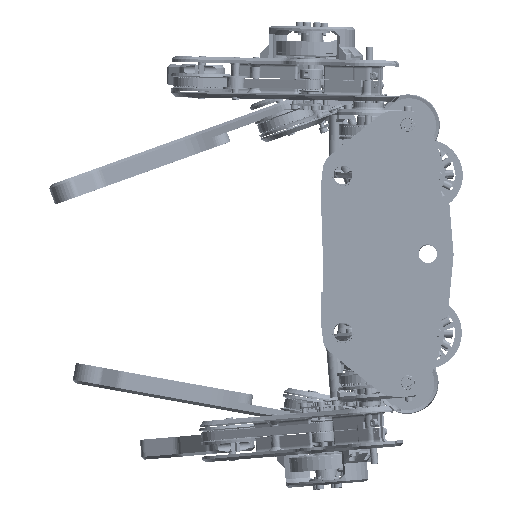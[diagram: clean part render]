
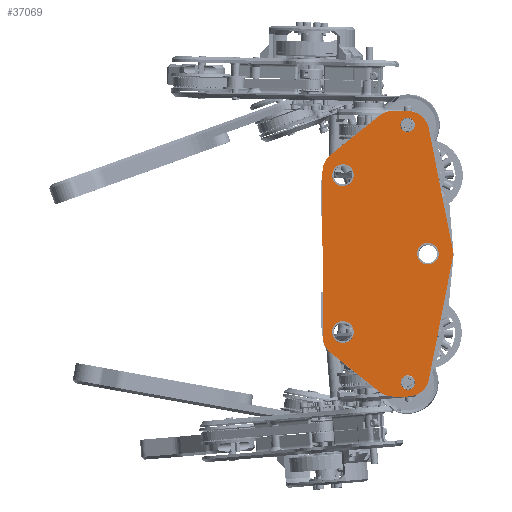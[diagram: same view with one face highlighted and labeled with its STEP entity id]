
A CAD part, top view. The second image highlights one B-rep face of the part: STEP entity #37069.
In plain terms, the highlighted planar face has unit normal (0, 0, 1).
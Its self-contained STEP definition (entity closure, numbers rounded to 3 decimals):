
#2359=PLANE('',#39508);
#3311=VECTOR('',#44224,1.);
#3317=VECTOR('',#44237,1.);
#3321=VECTOR('',#44248,1.);
#3324=VECTOR('',#44270,1.);
#3329=VECTOR('',#44282,1.);
#3333=VECTOR('',#44293,1.);
#3336=VECTOR('',#44309,1.);
#5825=LINE('',#55018,#3311);
#5831=LINE('',#55036,#3317);
#5835=LINE('',#55048,#3321);
#5838=LINE('',#55067,#3324);
#5843=LINE('',#55082,#3329);
#5847=LINE('',#55094,#3333);
#5850=LINE('',#55108,#3336);
#8368=VERTEX_POINT('',#55019);
#8369=VERTEX_POINT('',#55020);
#8372=VERTEX_POINT('',#55028);
#8373=VERTEX_POINT('',#55029);
#8376=VERTEX_POINT('',#55037);
#8378=VERTEX_POINT('',#55043);
#8380=VERTEX_POINT('',#55049);
#8382=VERTEX_POINT('',#55058);
#8384=VERTEX_POINT('',#55063);
#8386=VERTEX_POINT('',#55068);
#8387=VERTEX_POINT('',#55069);
#8390=VERTEX_POINT('',#55077);
#8392=VERTEX_POINT('',#55083);
#8394=VERTEX_POINT('',#55089);
#8397=VERTEX_POINT('',#55100);
#8398=VERTEX_POINT('',#55103);
#8400=VERTEX_POINT('',#55109);
#8402=VERTEX_POINT('',#55118);
#8404=VERTEX_POINT('',#55123);
#11995=CIRCLE('',#39467,15.);
#11997=CIRCLE('',#39471,15.);
#11999=CIRCLE('',#39475,15.);
#12001=CIRCLE('',#39478,5.);
#12003=CIRCLE('',#39481,7.5);
#12005=CIRCLE('',#39485,15.);
#12007=CIRCLE('',#39489,15.);
#12010=CIRCLE('',#39494,7.5);
#12011=CIRCLE('',#39496,17.5);
#12013=CIRCLE('',#39500,15.);
#12015=CIRCLE('',#39503,5.);
#12017=CIRCLE('',#39506,7.5);
#14239=EDGE_CURVE('',#8368,#8369,#5825,.T.);
#14243=EDGE_CURVE('',#8372,#8373,#11995,.T.);
#14247=EDGE_CURVE('',#8373,#8376,#5831,.T.);
#14250=EDGE_CURVE('',#8376,#8378,#11997,.T.);
#14253=EDGE_CURVE('',#8378,#8380,#5835,.T.);
#14256=EDGE_CURVE('',#8380,#8368,#11999,.T.);
#14258=EDGE_CURVE('',#8382,#8382,#12001,.T.);
#14260=EDGE_CURVE('',#8384,#8384,#12003,.T.);
#14262=EDGE_CURVE('',#8386,#8387,#5838,.T.);
#14266=EDGE_CURVE('',#8387,#8390,#12005,.T.);
#14269=EDGE_CURVE('',#8390,#8392,#5843,.T.);
#14272=EDGE_CURVE('',#8392,#8394,#12007,.T.);
#14275=EDGE_CURVE('',#8394,#8372,#5847,.T.);
#14278=EDGE_CURVE('',#8397,#8397,#12010,.T.);
#14279=EDGE_CURVE('',#8369,#8398,#12011,.T.);
#14282=EDGE_CURVE('',#8398,#8400,#5850,.T.);
#14285=EDGE_CURVE('',#8400,#8386,#12013,.T.);
#14287=EDGE_CURVE('',#8402,#8402,#12015,.T.);
#14289=EDGE_CURVE('',#8404,#8404,#12017,.T.);
#20067=ORIENTED_EDGE('',*,*,#14278,.F.);
#20068=ORIENTED_EDGE('',*,*,#14260,.F.);
#20069=ORIENTED_EDGE('',*,*,#14258,.F.);
#20070=ORIENTED_EDGE('',*,*,#14289,.F.);
#20071=ORIENTED_EDGE('',*,*,#14287,.F.);
#20072=ORIENTED_EDGE('',*,*,#14262,.F.);
#20073=ORIENTED_EDGE('',*,*,#14285,.F.);
#20074=ORIENTED_EDGE('',*,*,#14282,.F.);
#20075=ORIENTED_EDGE('',*,*,#14279,.F.);
#20076=ORIENTED_EDGE('',*,*,#14239,.F.);
#20077=ORIENTED_EDGE('',*,*,#14256,.F.);
#20078=ORIENTED_EDGE('',*,*,#14253,.F.);
#20079=ORIENTED_EDGE('',*,*,#14250,.F.);
#20080=ORIENTED_EDGE('',*,*,#14247,.F.);
#20081=ORIENTED_EDGE('',*,*,#14243,.F.);
#20082=ORIENTED_EDGE('',*,*,#14275,.F.);
#20083=ORIENTED_EDGE('',*,*,#14272,.F.);
#20084=ORIENTED_EDGE('',*,*,#14269,.F.);
#20085=ORIENTED_EDGE('',*,*,#14266,.F.);
#31202=EDGE_LOOP('',(#20067));
#31203=EDGE_LOOP('',(#20068));
#31204=EDGE_LOOP('',(#20069));
#31205=EDGE_LOOP('',(#20070));
#31206=EDGE_LOOP('',(#20071));
#31207=EDGE_LOOP('',(#20072,#20073,#20074,#20075,#20076,#20077,#20078,#20079,
#20080,#20081,#20082,#20083,#20084,#20085));
#34160=FACE_BOUND('',#31202,.T.);
#34161=FACE_BOUND('',#31203,.T.);
#34162=FACE_BOUND('',#31204,.T.);
#34163=FACE_BOUND('',#31205,.T.);
#34164=FACE_BOUND('',#31206,.T.);
#34165=FACE_BOUND('',#31207,.T.);
#37069=ADVANCED_FACE('',(#34160,#34161,#34162,#34163,#34164,#34165),#2359,
 .T.);
#39467=AXIS2_PLACEMENT_3D('',#55027,#44230,#44231);
#39471=AXIS2_PLACEMENT_3D('',#55042,#44242,#44243);
#39475=AXIS2_PLACEMENT_3D('',#55054,#44253,#44254);
#39478=AXIS2_PLACEMENT_3D('',#55057,#44259,#44260);
#39481=AXIS2_PLACEMENT_3D('',#55062,#44265,#44266);
#39485=AXIS2_PLACEMENT_3D('',#55076,#44276,#44277);
#39489=AXIS2_PLACEMENT_3D('',#55088,#44287,#44288);
#39494=AXIS2_PLACEMENT_3D('',#55099,#44299,#44300);
#39496=AXIS2_PLACEMENT_3D('',#55102,#44303,#44304);
#39500=AXIS2_PLACEMENT_3D('',#55114,#44314,#44315);
#39503=AXIS2_PLACEMENT_3D('',#55117,#44320,#44321);
#39506=AXIS2_PLACEMENT_3D('',#55122,#44326,#44327);
#39508=AXIS2_PLACEMENT_3D('',#55126,#44330,$);
#44224=DIRECTION('',(0.981,0.193,0.));
#44230=DIRECTION('',(0.,0.,-1.));
#44231=DIRECTION('',(-15.,0.,0.));
#44237=DIRECTION('',(-0.626,0.78,0.));
#44242=DIRECTION('',(0.,0.,-1.));
#44243=DIRECTION('',(-15.,0.,0.));
#44248=DIRECTION('',(0.001,1.,0.));
#44253=DIRECTION('',(0.,0.,-1.));
#44254=DIRECTION('',(-15.,0.,0.));
#44259=DIRECTION('',(0.,0.,1.));
#44260=DIRECTION('',(-5.,0.,0.));
#44265=DIRECTION('',(0.,0.,1.));
#44266=DIRECTION('',(-7.5,0.,0.));
#44270=DIRECTION('',(0.001,-1.,0.));
#44276=DIRECTION('',(0.,0.,-1.));
#44277=DIRECTION('',(15.,0.,0.));
#44282=DIRECTION('',(-0.626,-0.78,0.));
#44287=DIRECTION('',(0.,0.,-1.));
#44288=DIRECTION('',(15.,0.,0.));
#44293=DIRECTION('',(-1.,0.,0.));
#44299=DIRECTION('',(0.,0.,1.));
#44300=DIRECTION('',(-7.5,0.,0.));
#44303=DIRECTION('',(0.,0.,-1.));
#44304=DIRECTION('',(-17.5,0.,0.));
#44309=DIRECTION('',(0.981,-0.193,0.));
#44314=DIRECTION('',(0.,0.,-1.));
#44315=DIRECTION('',(15.,0.,0.));
#44320=DIRECTION('',(0.,0.,1.));
#44321=DIRECTION('',(5.,0.,0.));
#44326=DIRECTION('',(0.,0.,1.));
#44327=DIRECTION('',(7.5,0.,0.));
#44330=DIRECTION('',(0.,0.,1.));
#55018=CARTESIAN_POINT('',(-92.945,31.225,40.975));
#55019=CARTESIAN_POINT('',(-176.723,14.72,40.975));
#55020=CARTESIAN_POINT('',(-92.945,31.225,40.975));
#55027=CARTESIAN_POINT('',(-146.625,-44.221,40.975));
#55028=CARTESIAN_POINT('',(-146.625,-59.221,40.975));
#55029=CARTESIAN_POINT('',(-158.59,-53.267,40.975));
#55036=CARTESIAN_POINT('',(-185.544,-19.661,40.975));
#55037=CARTESIAN_POINT('',(-185.544,-19.661,40.975));
#55042=CARTESIAN_POINT('',(-173.842,-10.276,40.975));
#55043=CARTESIAN_POINT('',(-188.831,-9.702,40.975));
#55048=CARTESIAN_POINT('',(-188.824,0.014,40.975));
#55049=CARTESIAN_POINT('',(-188.824,0.014,40.975));
#55054=CARTESIAN_POINT('',(-173.824,0.003,40.975));
#55057=CARTESIAN_POINT('',(-179.126,0.,40.975));
#55058=CARTESIAN_POINT('',(-184.126,0.,40.975));
#55062=CARTESIAN_POINT('',(-144.126,-45.,40.975));
#55063=CARTESIAN_POINT('',(-151.626,-45.,40.975));
#55067=CARTESIAN_POINT('',(9.698,0.014,40.975));
#55068=CARTESIAN_POINT('',(9.698,0.014,40.975));
#55069=CARTESIAN_POINT('',(9.705,-9.702,40.975));
#55076=CARTESIAN_POINT('',(-5.284,-10.276,40.975));
#55077=CARTESIAN_POINT('',(6.418,-19.661,40.975));
#55082=CARTESIAN_POINT('',(6.418,-19.661,40.975));
#55083=CARTESIAN_POINT('',(-20.536,-53.267,40.975));
#55088=CARTESIAN_POINT('',(-32.501,-44.221,40.975));
#55089=CARTESIAN_POINT('',(-32.501,-59.221,40.975));
#55094=CARTESIAN_POINT('',(-32.501,-59.221,40.975));
#55099=CARTESIAN_POINT('',(-89.563,14.055,40.975));
#55100=CARTESIAN_POINT('',(-89.563,21.555,40.975));
#55102=CARTESIAN_POINT('',(-89.563,14.055,40.975));
#55103=CARTESIAN_POINT('',(-86.18,31.225,40.975));
#55108=CARTESIAN_POINT('',(-86.18,31.225,40.975));
#55109=CARTESIAN_POINT('',(-2.403,14.72,40.975));
#55114=CARTESIAN_POINT('',(-5.302,0.003,40.975));
#55117=CARTESIAN_POINT('',(0.,0.,40.975));
#55118=CARTESIAN_POINT('',(5.,0.,40.975));
#55122=CARTESIAN_POINT('',(-35.,-45.,40.975));
#55123=CARTESIAN_POINT('',(-27.5,-45.,40.975));
#55126=CARTESIAN_POINT('',(-48.751,-14.09,40.975));
